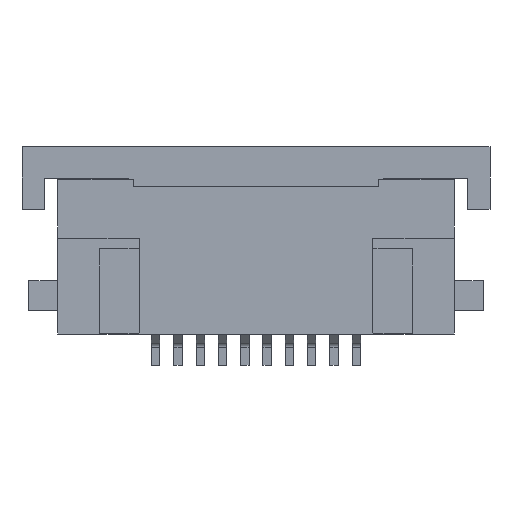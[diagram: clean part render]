
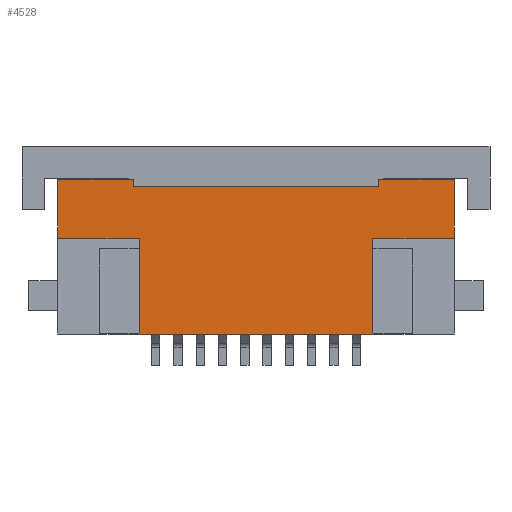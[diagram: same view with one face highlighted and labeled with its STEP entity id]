
A CAD part, front view. The second image highlights one B-rep face of the part: STEP entity #4528.
In plain terms, the highlighted planar face has unit normal (0, -1, 0).
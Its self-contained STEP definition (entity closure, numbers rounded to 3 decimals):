
#5=DIRECTION('',(1.,0.,0.));
#6=VECTOR('',#5,1.7);
#7=CARTESIAN_POINT('',(0.,0.,-0.73));
#8=LINE('',#7,#6);
#97=DIRECTION('',(1.,0.,0.));
#98=VECTOR('',#97,1.7);
#99=CARTESIAN_POINT('',(7.2,0.,-0.73));
#100=LINE('',#99,#98);
#317=DIRECTION('',(0.,0.,-1.));
#318=VECTOR('',#317,0.17);
#319=CARTESIAN_POINT('',(1.7,0.,-0.73));
#320=LINE('',#319,#318);
#345=DIRECTION('',(-1.,0.,0.));
#346=VECTOR('',#345,5.5);
#347=CARTESIAN_POINT('',(7.2,0.,-0.9));
#348=LINE('',#347,#346);
#357=DIRECTION('',(0.,0.,1.));
#358=VECTOR('',#357,0.17);
#359=CARTESIAN_POINT('',(7.2,0.,-0.9));
#360=LINE('',#359,#358);
#753=DIRECTION('',(0.,0.,1.));
#754=VECTOR('',#753,1.32);
#755=CARTESIAN_POINT('',(0.,0.,-2.05));
#756=LINE('',#755,#754);
#761=DIRECTION('',(-1.,0.,0.));
#762=VECTOR('',#761,1.83);
#763=CARTESIAN_POINT('',(1.83,0.,-2.05));
#764=LINE('',#763,#762);
#797=DIRECTION('',(0.,0.,1.));
#798=VECTOR('',#797,2.15);
#799=CARTESIAN_POINT('',(1.83,0.,-4.2));
#800=LINE('',#799,#798);
#833=DIRECTION('',(-1.,0.,0.));
#834=VECTOR('',#833,5.24);
#835=CARTESIAN_POINT('',(7.07,0.,-4.2));
#836=LINE('',#835,#834);
#1199=DIRECTION('',(0.,0.,1.));
#1200=VECTOR('',#1199,2.15);
#1201=CARTESIAN_POINT('',(7.07,0.,-4.2));
#1202=LINE('',#1201,#1200);
#1415=DIRECTION('',(0.,0.,-1.));
#1416=VECTOR('',#1415,1.32);
#1417=CARTESIAN_POINT('',(8.9,0.,-0.73));
#1418=LINE('',#1417,#1416);
#1479=DIRECTION('',(1.,0.,0.));
#1480=VECTOR('',#1479,1.83);
#1481=CARTESIAN_POINT('',(7.07,0.,-2.05));
#1482=LINE('',#1481,#1480);
#3911=CARTESIAN_POINT('',(0.,0.,-0.73));
#3912=CARTESIAN_POINT('',(1.7,0.,-0.73));
#3913=VERTEX_POINT('',#3911);
#3914=VERTEX_POINT('',#3912);
#3915=CARTESIAN_POINT('',(0.,0.,-2.05));
#3916=VERTEX_POINT('',#3915);
#3917=CARTESIAN_POINT('',(1.83,0.,-2.05));
#3918=VERTEX_POINT('',#3917);
#3919=CARTESIAN_POINT('',(1.83,0.,-4.2));
#3920=VERTEX_POINT('',#3919);
#3921=CARTESIAN_POINT('',(7.07,0.,-4.2));
#3922=VERTEX_POINT('',#3921);
#3923=CARTESIAN_POINT('',(7.07,0.,-2.05));
#3924=VERTEX_POINT('',#3923);
#3925=CARTESIAN_POINT('',(8.9,0.,-2.05));
#3926=VERTEX_POINT('',#3925);
#3927=CARTESIAN_POINT('',(8.9,0.,-0.73));
#3928=VERTEX_POINT('',#3927);
#3929=CARTESIAN_POINT('',(7.2,0.,-0.73));
#3930=VERTEX_POINT('',#3929);
#3931=CARTESIAN_POINT('',(7.2,0.,-0.9));
#3932=VERTEX_POINT('',#3931);
#3933=CARTESIAN_POINT('',(1.7,0.,-0.9));
#3934=VERTEX_POINT('',#3933);
#4497=CARTESIAN_POINT('',(4.45,0.,-2.465));
#4498=DIRECTION('',(0.,1.,0.));
#4499=DIRECTION('',(1.,0.,0.));
#4500=AXIS2_PLACEMENT_3D('',#4497,#4498,#4499);
#4501=PLANE('',#4500);
#4503=ORIENTED_EDGE('',*,*,#4502,.T.);
#4505=ORIENTED_EDGE('',*,*,#4504,.T.);
#4507=ORIENTED_EDGE('',*,*,#4506,.F.);
#4509=ORIENTED_EDGE('',*,*,#4508,.T.);
#4511=ORIENTED_EDGE('',*,*,#4510,.T.);
#4513=ORIENTED_EDGE('',*,*,#4512,.T.);
#4515=ORIENTED_EDGE('',*,*,#4514,.F.);
#4517=ORIENTED_EDGE('',*,*,#4516,.F.);
#4519=ORIENTED_EDGE('',*,*,#4518,.T.);
#4521=ORIENTED_EDGE('',*,*,#4520,.T.);
#4523=ORIENTED_EDGE('',*,*,#4522,.T.);
#4525=ORIENTED_EDGE('',*,*,#4524,.T.);
#4526=EDGE_LOOP('',(#4503,#4505,#4507,#4509,#4511,#4513,#4515,#4517,#4519,#4521,
#4523,#4525));
#4527=FACE_OUTER_BOUND('',#4526,.F.);
#4528=ADVANCED_FACE('',(#4527),#4501,.F.);
#4502=EDGE_CURVE('',#3913,#3914,#8,.T.);
#4504=EDGE_CURVE('',#3914,#3934,#320,.T.);
#4506=EDGE_CURVE('',#3932,#3934,#348,.T.);
#4508=EDGE_CURVE('',#3932,#3930,#360,.T.);
#4510=EDGE_CURVE('',#3930,#3928,#100,.T.);
#4512=EDGE_CURVE('',#3928,#3926,#1418,.T.);
#4514=EDGE_CURVE('',#3924,#3926,#1482,.T.);
#4516=EDGE_CURVE('',#3922,#3924,#1202,.T.);
#4518=EDGE_CURVE('',#3922,#3920,#836,.T.);
#4520=EDGE_CURVE('',#3920,#3918,#800,.T.);
#4522=EDGE_CURVE('',#3918,#3916,#764,.T.);
#4524=EDGE_CURVE('',#3916,#3913,#756,.T.);
